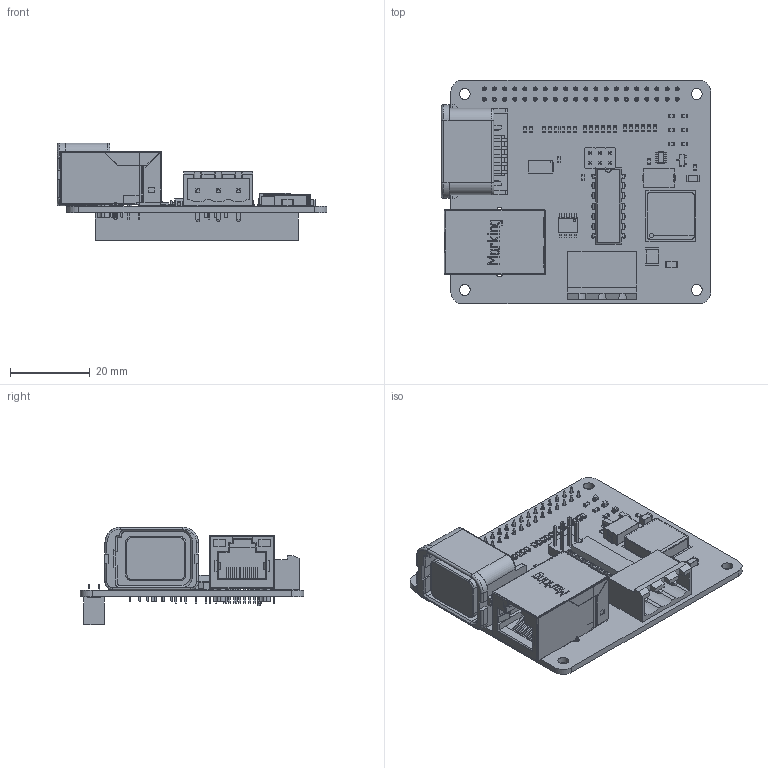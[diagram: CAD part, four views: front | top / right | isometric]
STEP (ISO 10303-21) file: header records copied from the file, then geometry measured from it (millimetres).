
FILE_DESCRIPTION(('KiCad electronic assembly'),'2;1');
FILE_NAME('PCB_AndroidAuto.stp','2021-01-24T19:03:51',('Pcbnew'),( 'Kicad'),'Open CASCADE STEP processor 6.9','KiCad to STEP converter' ,'Unknown');
FILE_SCHEMA(('AUTOMOTIVE_DESIGN { 1 0 10303 214 1 1 1 1 }'));
Length unit declared in the file: millimetre
Products named in the file (38): Open CASCADE STEP translator 6.9 1; R_0603_1608Metric; SOLID; GT17V-10DP-DS; LED_0603_1608Metric; C_1206_3216Metric; PhoenixContact_MSTBA_2,5_3-G-5,08_1x03_P5.08mm_Horizontal; DIP-14_W7.62mm; SOT-23-6; SOIC-8_3.9x4.9mm_P1.27mm; RPM-3.0; COMPOUND; C_1812_4532Metric; PinHeader_2x03_P2.54mm_Vertical; C_0603_1608Metric; 7427932_(rev1); SOT-23; TS3V712E; 7499010001A_(rev1); PinSocket_2x20_P2.54mm_Vertical
Assembly tree (65 placements, depth 3):
  Open CASCADE STEP translator 6.9 1
    R_0603_1608Metric  x25
      SOLID
    GT17V-10DP-DS
      SOLID
    LED_0603_1608Metric  x3
      SOLID
    C_1206_3216Metric  x2
      SOLID
    PhoenixContact_MSTBA_2,5_3-G-5,08_1x03_P5.08mm_Horizontal
      SOLID
    DIP-14_W7.62mm
      SOLID
    SOT-23-6
      SOLID
    SOIC-8_3.9x4.9mm_P1.27mm
      SOLID
    RPM-3.0
      COMPOUND
      COMPOUND
      COMPOUND
    C_1812_4532Metric
      SOLID
    PinHeader_2x03_P2.54mm_Vertical
      SOLID
    C_0603_1608Metric  x2
      SOLID
    7427932_(rev1)
      COMPOUND
    SOT-23
      SOLID
    TS3V712E
      COMPOUND
    7499010001A_(rev1)
      COMPOUND
    PinSocket_2x20_P2.54mm_Vertical
      SOLID
    COMPOUND
Bounding box: 67.38 x 56 x 24.4 mm (x, y, z)
Volume: 17289.8 mm3; surface area: 26010.7 mm2
Topology: 156 solids, 156 shells, 5133 faces, 13085 edges, 8423 vertices
Faces by surface type: bspline 5018, cylinder 109, plane 6
Full cylindrical faces by diameter (mm): 0.254 x12, 0.8 x14, 0.9 x8, 1 x58, 1.4 x5, 1.6 x2, 2.7 x4, 3.25 x2
Entity records: 267043 total; most frequent: CARTESIAN_POINT 96345, B_SPLINE_CURVE_WITH_KNOTS 30583, ORIENTED_EDGE 22048, PCURVE 22038, DEFINITIONAL_REPRESENTATION 22038, EDGE_CURVE 11019, SURFACE_CURVE 10912, VERTEX_POINT 7099
